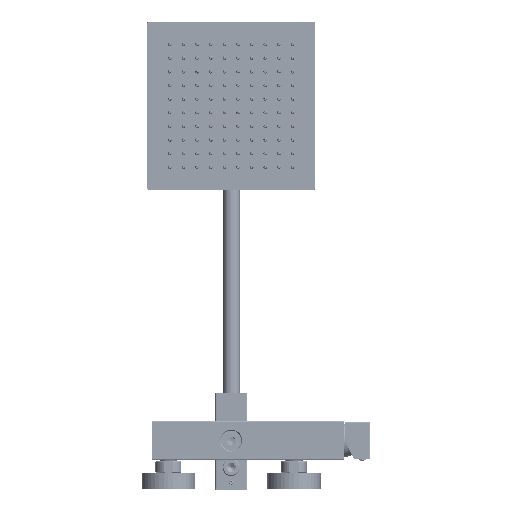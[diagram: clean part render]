
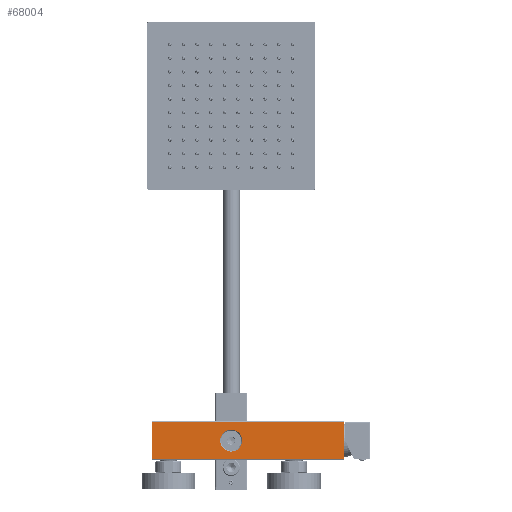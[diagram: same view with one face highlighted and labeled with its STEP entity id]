
A CAD part, front view. The second image highlights one B-rep face of the part: STEP entity #68004.
In plain terms, the highlighted planar face has unit normal (0, -1, 0).
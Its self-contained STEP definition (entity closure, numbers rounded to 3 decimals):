
#24374=DIRECTION('',(-1.,0.,0.));
#24375=VECTOR('',#24374,230.);
#24376=CARTESIAN_POINT('',(135.,-23.25,21.75));
#24377=LINE('',#24376,#24375);
#24378=DIRECTION('',(0.,0.,-1.));
#24379=VECTOR('',#24378,43.5);
#24380=CARTESIAN_POINT('',(135.,-23.25,21.75));
#24381=LINE('',#24380,#24379);
#24382=DIRECTION('',(-1.,0.,0.));
#24383=VECTOR('',#24382,230.);
#24384=CARTESIAN_POINT('',(135.,-23.25,-21.75));
#24385=LINE('',#24384,#24383);
#24386=DIRECTION('',(0.,0.,-1.));
#24387=VECTOR('',#24386,43.5);
#24388=CARTESIAN_POINT('',(-95.,-23.25,21.75));
#24389=LINE('',#24388,#24387);
#24390=CARTESIAN_POINT('',(0.,-23.25,0.));
#24391=DIRECTION('',(0.,1.,0.));
#24392=DIRECTION('',(-1.,0.,0.));
#24393=AXIS2_PLACEMENT_3D('',#24390,#24391,#24392);
#24395=CARTESIAN_POINT('',(0.,-23.25,0.));
#24396=DIRECTION('',(0.,1.,0.));
#24397=DIRECTION('',(1.,0.,0.));
#24398=AXIS2_PLACEMENT_3D('',#24395,#24396,#24397);
#31249=CARTESIAN_POINT('',(135.,-23.25,21.75));
#31250=CARTESIAN_POINT('',(135.,-23.25,-21.75));
#31251=VERTEX_POINT('',#31249);
#31252=VERTEX_POINT('',#31250);
#31265=CARTESIAN_POINT('',(-95.,-23.25,21.75));
#31266=CARTESIAN_POINT('',(-95.,-23.25,-21.75));
#31267=VERTEX_POINT('',#31265);
#31268=VERTEX_POINT('',#31266);
#31439=CARTESIAN_POINT('',(-13.1,-23.25,0.));
#31440=CARTESIAN_POINT('',(13.1,-23.25,0.));
#31441=VERTEX_POINT('',#31439);
#31442=VERTEX_POINT('',#31440);
#67986=CARTESIAN_POINT('',(-96.5,-23.25,23.25));
#67987=DIRECTION('',(0.,-1.,0.));
#67988=DIRECTION('',(0.,0.,-1.));
#67989=AXIS2_PLACEMENT_3D('',#67986,#67987,#67988);
#67990=PLANE('',#67989);
#67992=ORIENTED_EDGE('',*,*,#67991,.F.);
#67993=ORIENTED_EDGE('',*,*,#67966,.T.);
#67994=ORIENTED_EDGE('',*,*,#67821,.T.);
#67995=ORIENTED_EDGE('',*,*,#67845,.F.);
#67996=EDGE_LOOP('',(#67992,#67993,#67994,#67995));
#67997=FACE_OUTER_BOUND('',#67996,.F.);
#67999=ORIENTED_EDGE('',*,*,#67998,.F.);
#68001=ORIENTED_EDGE('',*,*,#68000,.F.);
#68002=EDGE_LOOP('',(#67999,#68001));
#68003=FACE_BOUND('',#68002,.F.);
#68004=ADVANCED_FACE('',(#67997,#68003),#67990,.T.);
#24394=CIRCLE('',#24393,13.1);
#24399=CIRCLE('',#24398,13.1);
#67821=EDGE_CURVE('',#31252,#31268,#24385,.T.);
#67845=EDGE_CURVE('',#31267,#31268,#24389,.T.);
#67966=EDGE_CURVE('',#31251,#31252,#24381,.T.);
#67991=EDGE_CURVE('',#31251,#31267,#24377,.T.);
#67998=EDGE_CURVE('',#31441,#31442,#24394,.T.);
#68000=EDGE_CURVE('',#31442,#31441,#24399,.T.);
